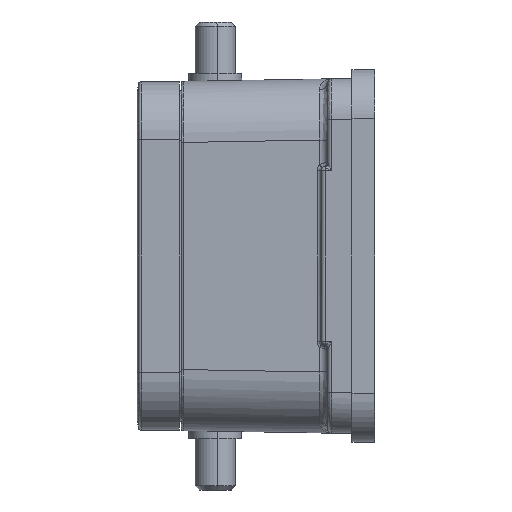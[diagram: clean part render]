
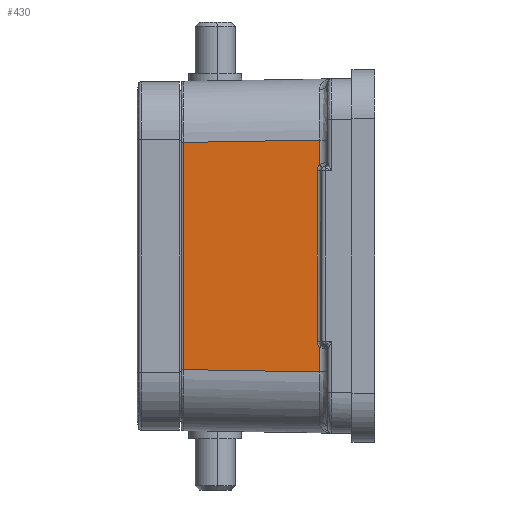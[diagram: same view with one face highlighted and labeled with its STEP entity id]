
A CAD part, left-side view. The second image highlights one B-rep face of the part: STEP entity #430.
In plain terms, the highlighted planar face has unit normal (-1, 0.018, 0).
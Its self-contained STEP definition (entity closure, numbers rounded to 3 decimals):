
#430 = ADVANCED_FACE ( 'NONE', ( #1640 ), #7982, .T. ) ;
#1640 = FACE_OUTER_BOUND ( 'NONE', #3429, .T. ) ;
#1643 = AXIS2_PLACEMENT_3D ( 'NONE', #7983, #7984, #7985 ) ;
#2203 = VECTOR ( 'NONE', #12147, 1000. ) ;
#2204 = VECTOR ( 'NONE', #12150, 1000. ) ;
#2205 = VECTOR ( 'NONE', #12153, 1000. ) ;
#2206 = VECTOR ( 'NONE', #12156, 1000. ) ;
#2212 = VECTOR ( 'NONE', #12200, 1000. ) ;
#2220 = VECTOR ( 'NONE', #12410, 1000. ) ;
#3429 = EDGE_LOOP ( 'NONE', ( #14646, #14647, #14648, #14645, #14650, #14649, #14651, #14652 ) ) ;
#4464 = VERTEX_POINT ( 'NONE', #10873 ) ;
#4527 = VERTEX_POINT ( 'NONE', #10874 ) ;
#7982 = PLANE ( 'NONE',  #1643 ) ;
#7983 = CARTESIAN_POINT ( 'NONE',  ( -36.45, -2., 23.707 ) ) ;
#7984 = DIRECTION ( 'NONE',  ( -1., 0.017, 0. ) ) ;
#7985 = DIRECTION ( 'NONE',  ( -0.017, -1., 0. ) ) ;
#10873 = CARTESIAN_POINT ( 'NONE',  ( -36.455, -2.295, 13.956 ) ) ;
#10874 = CARTESIAN_POINT ( 'NONE',  ( -36.747, -19.017, 14.248 ) ) ;
#11012 = CARTESIAN_POINT ( 'NONE',  ( -36.455, -2.295, -13.956 ) ) ;
#11034 = CARTESIAN_POINT ( 'NONE',  ( -36.747, -19.017, -11.223 ) ) ;
#11035 = CARTESIAN_POINT ( 'NONE',  ( -36.747, -19.017, -14.248 ) ) ;
#11288 = CARTESIAN_POINT ( 'NONE',  ( -36.742, -18.709, 10.5 ) ) ;
#11298 = CARTESIAN_POINT ( 'NONE',  ( -36.742, -18.709, -10.5 ) ) ;
#11309 = CARTESIAN_POINT ( 'NONE',  ( -36.747, -19.017, 11.223 ) ) ;
#11850 = VERTEX_POINT ( 'NONE', #11012 ) ;
#11872 = VERTEX_POINT ( 'NONE', #11034 ) ;
#11873 = VERTEX_POINT ( 'NONE', #11035 ) ;
#12138 = CARTESIAN_POINT ( 'NONE',  ( -36.747, -19.017, -11.223 ) ) ;
#12139 = CARTESIAN_POINT ( 'NONE',  ( -36.745, -18.92, -11.128 ) ) ;
#12140 = CARTESIAN_POINT ( 'NONE',  ( -36.744, -18.844, -11.02 ) ) ;
#12141 = CARTESIAN_POINT ( 'NONE',  ( -36.742, -18.737, -10.771 ) ) ;
#12142 = CARTESIAN_POINT ( 'NONE',  ( -36.742, -18.709, -10.639 ) ) ;
#12143 = CARTESIAN_POINT ( 'NONE',  ( -36.742, -18.709, -10.5 ) ) ;
#12145 = LINE ( 'NONE', #12146, #2203 ) ;
#12146 = CARTESIAN_POINT ( 'NONE',  ( -36.747, -19.017, 23.707 ) ) ;
#12147 = DIRECTION ( 'NONE',  ( 0., 0., 1. ) ) ;
#12148 = LINE ( 'NONE', #12149, #2204 ) ;
#12149 = CARTESIAN_POINT ( 'NONE',  ( -36.837, -24.183, -14.338 ) ) ;
#12150 = DIRECTION ( 'NONE',  ( 0.017, 1., 0.017 ) ) ;
#12151 = LINE ( 'NONE', #12152, #2205 ) ;
#12152 = CARTESIAN_POINT ( 'NONE',  ( -36.455, -2.295, 23.707 ) ) ;
#12153 = DIRECTION ( 'NONE',  ( 0., 0., -1. ) ) ;
#12154 = LINE ( 'NONE', #12155, #2206 ) ;
#12155 = CARTESIAN_POINT ( 'NONE',  ( -36.747, -19.017, 14.248 ) ) ;
#12156 = DIRECTION ( 'NONE',  ( 0.017, 1., -0.017 ) ) ;
#12198 = LINE ( 'NONE', #12199, #2212 ) ;
#12199 = CARTESIAN_POINT ( 'NONE',  ( -36.747, -19.017, 23.707 ) ) ;
#12200 = DIRECTION ( 'NONE',  ( 0., 0., 1. ) ) ;
#12393 = CARTESIAN_POINT ( 'NONE',  ( -36.742, -18.709, 10.5 ) ) ;
#12394 = CARTESIAN_POINT ( 'NONE',  ( -36.742, -18.709, 10.569 ) ) ;
#12395 = CARTESIAN_POINT ( 'NONE',  ( -36.742, -18.716, 10.636 ) ) ;
#12396 = CARTESIAN_POINT ( 'NONE',  ( -36.742, -18.743, 10.768 ) ) ;
#12397 = CARTESIAN_POINT ( 'NONE',  ( -36.743, -18.764, 10.833 ) ) ;
#12398 = CARTESIAN_POINT ( 'NONE',  ( -36.744, -18.843, 11.018 ) ) ;
#12399 = CARTESIAN_POINT ( 'NONE',  ( -36.745, -18.919, 11.127 ) ) ;
#12400 = CARTESIAN_POINT ( 'NONE',  ( -36.747, -19.017, 11.223 ) ) ;
#12408 = LINE ( 'NONE', #12409, #2220 ) ;
#12409 = CARTESIAN_POINT ( 'NONE',  ( -36.742, -18.709, 23.707 ) ) ;
#12410 = DIRECTION ( 'NONE',  ( 0., 0., 1. ) ) ;
#14146 = B_SPLINE_CURVE_WITH_KNOTS ( 'NONE', 3,
 ( #12138, #12139, #12140, #12141, #12142, #12143 ),
 .UNSPECIFIED., .F., .F.,
 ( 4, 2, 4 ),
 ( 0., 0.5, 1. ),
 .UNSPECIFIED. ) ;
#14166 = B_SPLINE_CURVE_WITH_KNOTS ( 'NONE', 3,
 ( #12393, #12394, #12395, #12396, #12397, #12398, #12399, #12400 ),
 .UNSPECIFIED., .F., .F.,
 ( 4, 2, 2, 4 ),
 ( 0., 0.25, 0.5, 1. ),
 .UNSPECIFIED. ) ;
#14465 = VERTEX_POINT ( 'NONE', #11288 ) ;
#14475 = VERTEX_POINT ( 'NONE', #11298 ) ;
#14486 = VERTEX_POINT ( 'NONE', #11309 ) ;
#14645 = ORIENTED_EDGE ( 'NONE', *, *, #15093, .T. ) ;
#14646 = ORIENTED_EDGE ( 'NONE', *, *, #15128, .T. ) ;
#14647 = ORIENTED_EDGE ( 'NONE', *, *, #15126, .T. ) ;
#14648 = ORIENTED_EDGE ( 'NONE', *, *, #15104, .T. ) ;
#14649 = ORIENTED_EDGE ( 'NONE', *, *, #15091, .F. ) ;
#14650 = ORIENTED_EDGE ( 'NONE', *, *, #15092, .T. ) ;
#14651 = ORIENTED_EDGE ( 'NONE', *, *, #15090, .T. ) ;
#14652 = ORIENTED_EDGE ( 'NONE', *, *, #15089, .T. ) ;
#15089 = EDGE_CURVE ( 'NONE', #11872, #14475, #14146, .T. ) ;
#15090 = EDGE_CURVE ( 'NONE', #11873, #11872, #12145, .T. ) ;
#15091 = EDGE_CURVE ( 'NONE', #11873, #11850, #12148, .T. ) ;
#15092 = EDGE_CURVE ( 'NONE', #4464, #11850, #12151, .T. ) ;
#15093 = EDGE_CURVE ( 'NONE', #4527, #4464, #12154, .T. ) ;
#15104 = EDGE_CURVE ( 'NONE', #14486, #4527, #12198, .T. ) ;
#15126 = EDGE_CURVE ( 'NONE', #14465, #14486, #14166, .T. ) ;
#15128 = EDGE_CURVE ( 'NONE', #14475, #14465, #12408, .T. ) ;
